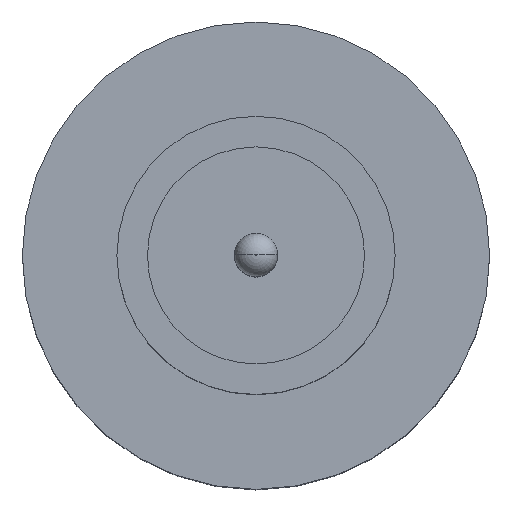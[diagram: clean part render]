
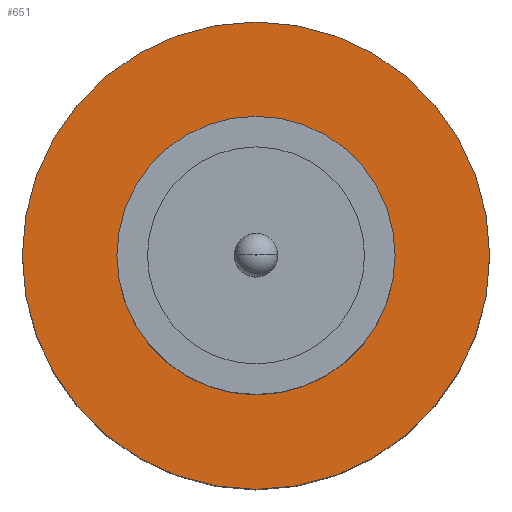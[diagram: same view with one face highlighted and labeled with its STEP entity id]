
A CAD part, top view. The second image highlights one B-rep face of the part: STEP entity #651.
In plain terms, the highlighted planar face has unit normal (0, 0, 1).
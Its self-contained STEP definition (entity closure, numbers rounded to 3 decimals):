
#7 = AXIS2_PLACEMENT_3D ( 'NONE', #193, #471, #530 ) ;
#12 = EDGE_LOOP ( 'NONE', ( #721, #368 ) ) ;
#50 = AXIS2_PLACEMENT_3D ( 'NONE', #484, #533, #816 ) ;
#66 = DIRECTION ( 'NONE',  ( 1., 0., 0. ) ) ;
#127 = EDGE_CURVE ( 'NONE', #316, #661, #206, .T. ) ;
#155 = AXIS2_PLACEMENT_3D ( 'NONE', #693, #903, #66 ) ;
#193 = CARTESIAN_POINT ( 'NONE',  ( 0., 0., 1.55 ) ) ;
#199 = FACE_OUTER_BOUND ( 'NONE', #581, .T. ) ;
#206 = CIRCLE ( 'NONE', #50, 1.25 ) ;
#278 = DIRECTION ( 'NONE',  ( 1., 0., 0. ) ) ;
#293 = ORIENTED_EDGE ( 'NONE', *, *, #776, .T. ) ;
#316 = VERTEX_POINT ( 'NONE', #843 ) ;
#336 = DIRECTION ( 'NONE',  ( 1., 0., 0. ) ) ;
#368 = ORIENTED_EDGE ( 'NONE', *, *, #127, .F. ) ;
#439 = VERTEX_POINT ( 'NONE', #850 ) ;
#464 = CARTESIAN_POINT ( 'NONE',  ( 2.1, 0., 1.55 ) ) ;
#466 = AXIS2_PLACEMENT_3D ( 'NONE', #767, #607, #278 ) ;
#471 = DIRECTION ( 'NONE',  ( 0., 0., 1. ) ) ;
#481 = CARTESIAN_POINT ( 'NONE',  ( 0., 0., 1.55 ) ) ;
#484 = CARTESIAN_POINT ( 'NONE',  ( 0., 0., 1.55 ) ) ;
#529 = CIRCLE ( 'NONE', #155, 1.25 ) ;
#530 = DIRECTION ( 'NONE',  ( 1., 0., 0. ) ) ;
#533 = DIRECTION ( 'NONE',  ( 0., 0., 1. ) ) ;
#572 = VERTEX_POINT ( 'NONE', #464 ) ;
#581 = EDGE_LOOP ( 'NONE', ( #293, #802 ) ) ;
#607 = DIRECTION ( 'NONE',  ( 0., 0., 1. ) ) ;
#630 = FACE_BOUND ( 'NONE', #12, .T. ) ;
#651 = ADVANCED_FACE ( 'NONE', ( #630, #199 ), #748, .T. ) ;
#654 = CIRCLE ( 'NONE', #657, 2.1 ) ;
#657 = AXIS2_PLACEMENT_3D ( 'NONE', #481, #837, #336 ) ;
#661 = VERTEX_POINT ( 'NONE', #754 ) ;
#666 = CIRCLE ( 'NONE', #466, 2.1 ) ;
#689 = EDGE_CURVE ( 'NONE', #572, #439, #654, .T. ) ;
#693 = CARTESIAN_POINT ( 'NONE',  ( 0., 0., 1.55 ) ) ;
#721 = ORIENTED_EDGE ( 'NONE', *, *, #728, .F. ) ;
#728 = EDGE_CURVE ( 'NONE', #661, #316, #529, .T. ) ;
#748 = PLANE ( 'NONE',  #7 ) ;
#754 = CARTESIAN_POINT ( 'NONE',  ( 1.25, 0., 1.55 ) ) ;
#767 = CARTESIAN_POINT ( 'NONE',  ( 0., 0., 1.55 ) ) ;
#776 = EDGE_CURVE ( 'NONE', #439, #572, #666, .T. ) ;
#802 = ORIENTED_EDGE ( 'NONE', *, *, #689, .T. ) ;
#816 = DIRECTION ( 'NONE',  ( 1., 0., 0. ) ) ;
#837 = DIRECTION ( 'NONE',  ( 0., 0., 1. ) ) ;
#843 = CARTESIAN_POINT ( 'NONE',  ( -1.25, 0., 1.55 ) ) ;
#850 = CARTESIAN_POINT ( 'NONE',  ( -2.1, 0., 1.55 ) ) ;
#903 = DIRECTION ( 'NONE',  ( 0., 0., 1. ) ) ;
